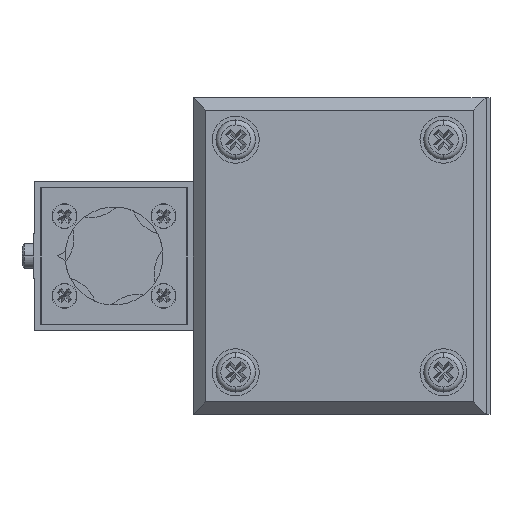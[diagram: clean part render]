
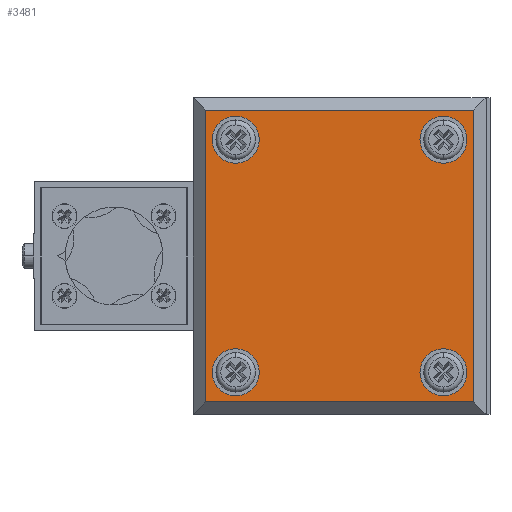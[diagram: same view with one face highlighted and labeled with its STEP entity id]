
A CAD part, left-side view. The second image highlights one B-rep face of the part: STEP entity #3481.
In plain terms, the highlighted face is planar.
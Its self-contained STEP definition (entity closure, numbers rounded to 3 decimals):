
#1372 = CARTESIAN_POINT ( 'NONE',  ( -29.5, 27.1, 0. ) ) ;
#1375 = CARTESIAN_POINT ( 'NONE',  ( 29.5, -27.1, 0. ) ) ;
#3481 = ADVANCED_FACE ( 'NONE', ( #15044, #15045, #15046, #15047, #15048 ), #12499, .F. ) ;
#5654 = CARTESIAN_POINT ( 'NONE',  ( 29.5, 27.1, 0. ) ) ;
#6812 = VERTEX_POINT ( 'NONE', #10193 ) ;
#6814 = VERTEX_POINT ( 'NONE', #10194 ) ;
#6820 = VERTEX_POINT ( 'NONE', #10198 ) ;
#6821 = VERTEX_POINT ( 'NONE', #10199 ) ;
#6827 = VERTEX_POINT ( 'NONE', #10202 ) ;
#6830 = VERTEX_POINT ( 'NONE', #10204 ) ;
#6837 = VERTEX_POINT ( 'NONE', #10209 ) ;
#6838 = VERTEX_POINT ( 'NONE', #10210 ) ;
#7980 = EDGE_CURVE ( 'NONE', #10797, #16445, #8670, .T. ) ;
#7984 = EDGE_CURVE ( 'NONE', #6830, #6827, #8678, .T. ) ;
#7991 = EDGE_CURVE ( 'NONE', #6814, #6812, #8691, .T. ) ;
#8017 = EDGE_CURVE ( 'NONE', #16445, #9029, #8731, .T. ) ;
#8050 = EDGE_CURVE ( 'NONE', #6821, #6820, #8790, .T. ) ;
#8053 = EDGE_CURVE ( 'NONE', #6827, #6830, #8795, .T. ) ;
#8063 = EDGE_CURVE ( 'NONE', #6838, #6837, #13653, .T. ) ;
#8067 = EDGE_CURVE ( 'NONE', #6812, #6814, #13659, .T. ) ;
#8069 = EDGE_CURVE ( 'NONE', #9029, #16442, #13661, .T. ) ;
#8077 = EDGE_CURVE ( 'NONE', #6837, #6838, #13678, .T. ) ;
#8098 = EDGE_CURVE ( 'NONE', #6820, #6821, #13715, .T. ) ;
#8099 = EDGE_CURVE ( 'NONE', #16442, #10797, #13714, .T. ) ;
#8670 = LINE ( 'NONE', #15625, #8671 ) ;
#8671 = VECTOR ( 'NONE', #15626, 1000. ) ;
#8678 = CIRCLE ( 'NONE', #10109, 4.75 ) ;
#8691 = CIRCLE ( 'NONE', #10110, 4.75 ) ;
#8731 = LINE ( 'NONE', #15699, #8733 ) ;
#8733 = VECTOR ( 'NONE', #15700, 1000. ) ;
#8790 = CIRCLE ( 'NONE', #10121, 4.75 ) ;
#8795 = CIRCLE ( 'NONE', #10122, 4.75 ) ;
#9029 = VERTEX_POINT ( 'NONE', #14204 ) ;
#9633 = AXIS2_PLACEMENT_3D ( 'NONE', #12500, #12501, #12502 ) ;
#10109 = AXIS2_PLACEMENT_3D ( 'NONE', #15634, #15635, #15636 ) ;
#10110 = AXIS2_PLACEMENT_3D ( 'NONE', #15649, #15650, #15651 ) ;
#10121 = AXIS2_PLACEMENT_3D ( 'NONE', #15770, #15771, #15772 ) ;
#10122 = AXIS2_PLACEMENT_3D ( 'NONE', #15777, #15778, #15779 ) ;
#10125 = AXIS2_PLACEMENT_3D ( 'NONE', #15800, #15801, #15802 ) ;
#10127 = AXIS2_PLACEMENT_3D ( 'NONE', #15810, #15811, #15812 ) ;
#10128 = AXIS2_PLACEMENT_3D ( 'NONE', #15831, #15832, #15833 ) ;
#10133 = AXIS2_PLACEMENT_3D ( 'NONE', #15878, #15879, #15880 ) ;
#10193 = CARTESIAN_POINT ( 'NONE',  ( 18.75, 21., 0. ) ) ;
#10194 = CARTESIAN_POINT ( 'NONE',  ( 28.25, 21., 0. ) ) ;
#10198 = CARTESIAN_POINT ( 'NONE',  ( 18.75, -21., 0. ) ) ;
#10199 = CARTESIAN_POINT ( 'NONE',  ( 28.25, -21., 0. ) ) ;
#10202 = CARTESIAN_POINT ( 'NONE',  ( -28.25, -21., 0. ) ) ;
#10204 = CARTESIAN_POINT ( 'NONE',  ( -18.75, -21., 0. ) ) ;
#10209 = CARTESIAN_POINT ( 'NONE',  ( -28.25, 21., 0. ) ) ;
#10210 = CARTESIAN_POINT ( 'NONE',  ( -18.75, 21., 0. ) ) ;
#10797 = VERTEX_POINT ( 'NONE', #5654 ) ;
#11284 = EDGE_LOOP ( 'NONE', ( #15419, #15420 ) ) ;
#11285 = EDGE_LOOP ( 'NONE', ( #15417, #15418 ) ) ;
#11286 = EDGE_LOOP ( 'NONE', ( #15415, #15416 ) ) ;
#11287 = EDGE_LOOP ( 'NONE', ( #15413, #15414 ) ) ;
#11288 = EDGE_LOOP ( 'NONE', ( #15409, #15410, #15411, #15412 ) ) ;
#12499 = PLANE ( 'NONE',  #9633 ) ;
#12500 = CARTESIAN_POINT ( 'NONE',  ( -32., -29.6, 0. ) ) ;
#12501 = DIRECTION ( 'NONE',  ( 0., 0., 1. ) ) ;
#12502 = DIRECTION ( 'NONE',  ( 1., 0., 0. ) ) ;
#13653 = CIRCLE ( 'NONE', #10125, 4.75 ) ;
#13659 = CIRCLE ( 'NONE', #10127, 4.75 ) ;
#13661 = LINE ( 'NONE', #15815, #13662 ) ;
#13662 = VECTOR ( 'NONE', #15816, 1000. ) ;
#13678 = CIRCLE ( 'NONE', #10128, 4.75 ) ;
#13714 = LINE ( 'NONE', #15881, #13716 ) ;
#13715 = CIRCLE ( 'NONE', #10133, 4.75 ) ;
#13716 = VECTOR ( 'NONE', #15882, 1000. ) ;
#14204 = CARTESIAN_POINT ( 'NONE',  ( -29.5, -27.1, 0. ) ) ;
#15044 = FACE_OUTER_BOUND ( 'NONE', #11288, .T. ) ;
#15045 = FACE_BOUND ( 'NONE', #11287, .T. ) ;
#15046 = FACE_BOUND ( 'NONE', #11286, .T. ) ;
#15047 = FACE_BOUND ( 'NONE', #11285, .T. ) ;
#15048 = FACE_BOUND ( 'NONE', #11284, .T. ) ;
#15409 = ORIENTED_EDGE ( 'NONE', *, *, #8099, .T. ) ;
#15410 = ORIENTED_EDGE ( 'NONE', *, *, #7980, .T. ) ;
#15411 = ORIENTED_EDGE ( 'NONE', *, *, #8017, .T. ) ;
#15412 = ORIENTED_EDGE ( 'NONE', *, *, #8069, .T. ) ;
#15413 = ORIENTED_EDGE ( 'NONE', *, *, #8077, .F. ) ;
#15414 = ORIENTED_EDGE ( 'NONE', *, *, #8063, .F. ) ;
#15415 = ORIENTED_EDGE ( 'NONE', *, *, #8053, .F. ) ;
#15416 = ORIENTED_EDGE ( 'NONE', *, *, #7984, .F. ) ;
#15417 = ORIENTED_EDGE ( 'NONE', *, *, #8098, .F. ) ;
#15418 = ORIENTED_EDGE ( 'NONE', *, *, #8050, .F. ) ;
#15419 = ORIENTED_EDGE ( 'NONE', *, *, #8067, .F. ) ;
#15420 = ORIENTED_EDGE ( 'NONE', *, *, #7991, .F. ) ;
#15625 = CARTESIAN_POINT ( 'NONE',  ( 29.5, -29.6, 0. ) ) ;
#15626 = DIRECTION ( 'NONE',  ( 0., -1., 0. ) ) ;
#15634 = CARTESIAN_POINT ( 'NONE',  ( -23.5, -21., 0. ) ) ;
#15635 = DIRECTION ( 'NONE',  ( 0., 0., -1. ) ) ;
#15636 = DIRECTION ( 'NONE',  ( -1., 0., 0. ) ) ;
#15649 = CARTESIAN_POINT ( 'NONE',  ( 23.5, 21., 0. ) ) ;
#15650 = DIRECTION ( 'NONE',  ( 0., 0., -1. ) ) ;
#15651 = DIRECTION ( 'NONE',  ( -1., 0., 0. ) ) ;
#15699 = CARTESIAN_POINT ( 'NONE',  ( -32., -27.1, 0. ) ) ;
#15700 = DIRECTION ( 'NONE',  ( -1., 0., 0. ) ) ;
#15770 = CARTESIAN_POINT ( 'NONE',  ( 23.5, -21., 0. ) ) ;
#15771 = DIRECTION ( 'NONE',  ( 0., 0., -1. ) ) ;
#15772 = DIRECTION ( 'NONE',  ( -1., 0., 0. ) ) ;
#15777 = CARTESIAN_POINT ( 'NONE',  ( -23.5, -21., 0. ) ) ;
#15778 = DIRECTION ( 'NONE',  ( 0., 0., -1. ) ) ;
#15779 = DIRECTION ( 'NONE',  ( -1., 0., 0. ) ) ;
#15800 = CARTESIAN_POINT ( 'NONE',  ( -23.5, 21., 0. ) ) ;
#15801 = DIRECTION ( 'NONE',  ( 0., 0., -1. ) ) ;
#15802 = DIRECTION ( 'NONE',  ( -1., 0., 0. ) ) ;
#15810 = CARTESIAN_POINT ( 'NONE',  ( 23.5, 21., 0. ) ) ;
#15811 = DIRECTION ( 'NONE',  ( 0., 0., -1. ) ) ;
#15812 = DIRECTION ( 'NONE',  ( -1., 0., 0. ) ) ;
#15815 = CARTESIAN_POINT ( 'NONE',  ( -29.5, -29.6, 0. ) ) ;
#15816 = DIRECTION ( 'NONE',  ( 0., 1., 0. ) ) ;
#15831 = CARTESIAN_POINT ( 'NONE',  ( -23.5, 21., 0. ) ) ;
#15832 = DIRECTION ( 'NONE',  ( 0., 0., -1. ) ) ;
#15833 = DIRECTION ( 'NONE',  ( -1., 0., 0. ) ) ;
#15878 = CARTESIAN_POINT ( 'NONE',  ( 23.5, -21., 0. ) ) ;
#15879 = DIRECTION ( 'NONE',  ( 0., 0., -1. ) ) ;
#15880 = DIRECTION ( 'NONE',  ( -1., 0., 0. ) ) ;
#15881 = CARTESIAN_POINT ( 'NONE',  ( -32., 27.1, 0. ) ) ;
#15882 = DIRECTION ( 'NONE',  ( 1., 0., 0. ) ) ;
#16442 = VERTEX_POINT ( 'NONE', #1372 ) ;
#16445 = VERTEX_POINT ( 'NONE', #1375 ) ;
